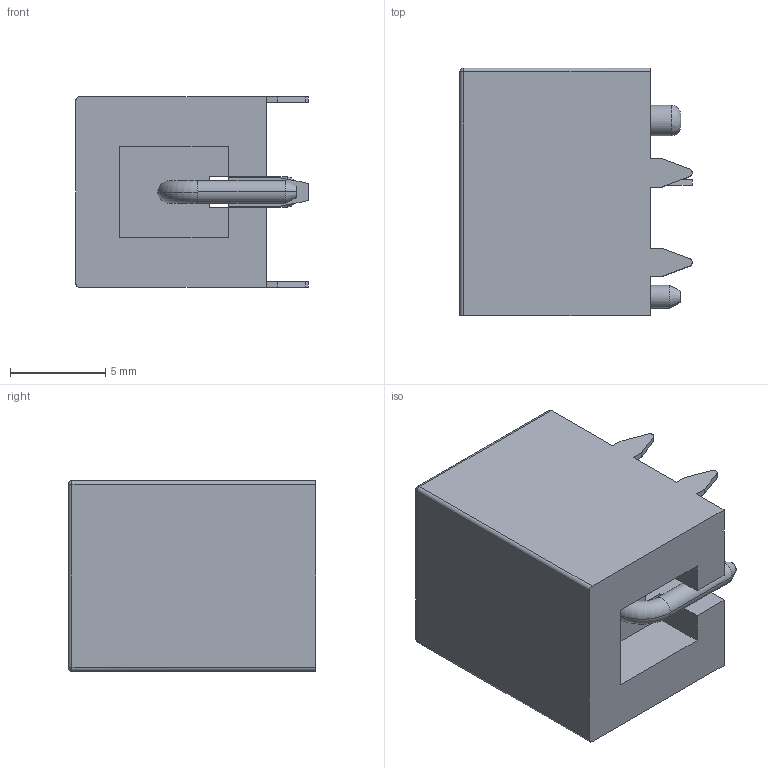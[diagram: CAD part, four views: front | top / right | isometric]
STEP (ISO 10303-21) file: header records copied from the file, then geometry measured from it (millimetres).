
FILE_DESCRIPTION((''),'2;1');
FILE_NAME('JACK-L-PC-10A-RA_7_1','2019-08-30T09:00:40',('jirenqiang'),(''),'CREO PARAMETRIC BY PTC INC, 2018050','CREO PARAMETRIC BY PTC INC, 2018050','');
FILE_SCHEMA(('CONFIG_CONTROL_DESIGN'));
Length unit declared in the file: millimetre
Products named in the file (1): JACK-L-PC-10A-RA_7_1
Bounding box: 12.2 x 13 x 10 mm (x, y, z)
Volume: 970.9 mm3; surface area: 1074.1 mm2
Topology: 2 solids, 2 shells, 87 faces, 237 edges, 154 vertices
Faces by surface type: plane 52, cylinder 23, torus 4, bspline 4, cone 2, sphere 2
Entity records: 2871 total; most frequent: CARTESIAN_POINT 584, DIRECTION 475, ORIENTED_EDGE 470, EDGE_CURVE 235, VECTOR 161, LINE 161, AXIS2_PLACEMENT_3D 157, VERTEX_POINT 154
